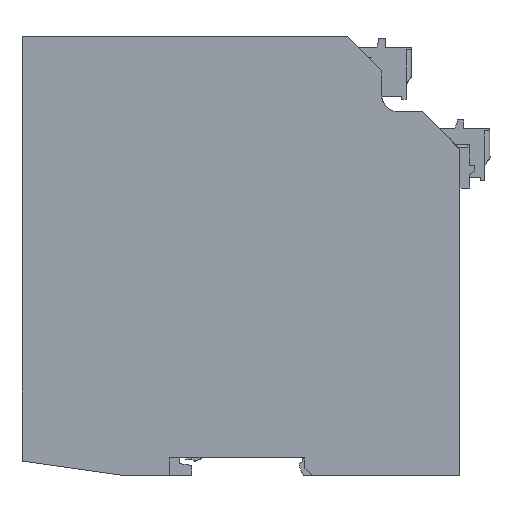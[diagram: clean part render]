
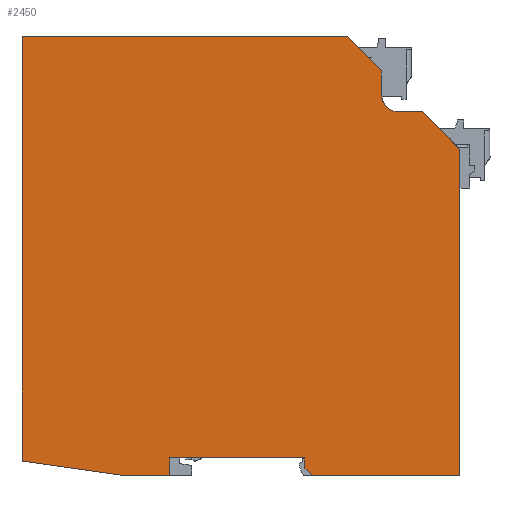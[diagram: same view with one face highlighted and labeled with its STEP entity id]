
A CAD part, left-side view. The second image highlights one B-rep face of the part: STEP entity #2450.
In plain terms, the highlighted planar face has unit normal (-1, 0, 0).
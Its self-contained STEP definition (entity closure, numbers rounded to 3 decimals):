
#2450=ADVANCED_FACE('NONE',(#5386),#5387,.F.);
#5386=FACE_OUTER_BOUND('',#9315,.T.);
#5387=PLANE('',#9316);
#9315=EDGE_LOOP('',(#16899,#16900,#16901,#16902,#16903,#16904,#16905,#16906,#16907,#16908,#16909,#16910,#16911,#16912,#16913,#16914,#16915));
#9316=AXIS2_PLACEMENT_3D('',#16916,#16917,#16918);
#16899=ORIENTED_EDGE('',*,*,#24037,.T.);
#16900=ORIENTED_EDGE('',*,*,#21804,.F.);
#16901=ORIENTED_EDGE('',*,*,#24047,.T.);
#16902=ORIENTED_EDGE('',*,*,#21956,.T.);
#16903=ORIENTED_EDGE('',*,*,#24048,.T.);
#16904=ORIENTED_EDGE('',*,*,#24049,.T.);
#16905=ORIENTED_EDGE('',*,*,#24050,.T.);
#16906=ORIENTED_EDGE('',*,*,#24051,.T.);
#16907=ORIENTED_EDGE('',*,*,#23411,.F.);
#16908=ORIENTED_EDGE('',*,*,#23402,.F.);
#16909=ORIENTED_EDGE('',*,*,#24015,.T.);
#16910=ORIENTED_EDGE('',*,*,#24033,.T.);
#16911=ORIENTED_EDGE('',*,*,#24030,.T.);
#16912=ORIENTED_EDGE('',*,*,#23846,.T.);
#16913=ORIENTED_EDGE('',*,*,#24052,.T.);
#16914=ORIENTED_EDGE('',*,*,#24042,.T.);
#16915=ORIENTED_EDGE('',*,*,#24045,.T.);
#16916=CARTESIAN_POINT('',(0.,26.02,108.798));
#16917=DIRECTION('',(1.0,0.,0.));
#16918=DIRECTION('',(0.0,1.0,0.));
#21804=EDGE_CURVE('NONE',#26390,#26392,#26393,.T.);
#21956=EDGE_CURVE('NONE',#26639,#26637,#26640,.T.);
#23402=EDGE_CURVE('NONE',#28759,#28760,#28761,.T.);
#23411=EDGE_CURVE('NONE',#28760,#28771,#28773,.T.);
#23846=EDGE_CURVE('NONE',#29380,#29385,#29387,.T.);
#24015=EDGE_CURVE('NONE',#28759,#29637,#29639,.T.);
#24030=EDGE_CURVE('NONE',#29656,#29380,#29657,.T.);
#24033=EDGE_CURVE('NONE',#29637,#29656,#29660,.T.);
#24037=EDGE_CURVE('NONE',#29664,#26392,#29665,.T.);
#24042=EDGE_CURVE('NONE',#29671,#29669,#29672,.T.);
#24045=EDGE_CURVE('NONE',#29669,#29664,#29675,.T.);
#24047=EDGE_CURVE('NONE',#26390,#26639,#29677,.T.);
#24048=EDGE_CURVE('NONE',#26637,#29678,#29679,.T.);
#24049=EDGE_CURVE('NONE',#29678,#29680,#29681,.T.);
#24050=EDGE_CURVE('NONE',#29680,#29682,#29683,.T.);
#24051=EDGE_CURVE('NONE',#29682,#28771,#29684,.T.);
#24052=EDGE_CURVE('NONE',#29385,#29671,#29685,.T.);
#26390=VERTEX_POINT('NONE',#33550);
#26392=VERTEX_POINT('NONE',#33553);
#26393=LINE('',#33554,#33555);
#26637=VERTEX_POINT('NONE',#34026);
#26639=VERTEX_POINT('NONE',#34029);
#26640=LINE('',#34030,#34031);
#28759=VERTEX_POINT('NONE',#37371);
#28760=VERTEX_POINT('NONE',#37372);
#28761=LINE('',#37373,#37374);
#28771=VERTEX_POINT('NONE',#37389);
#28773=LINE('',#37392,#37393);
#29380=VERTEX_POINT('NONE',#38543);
#29385=VERTEX_POINT('NONE',#38550);
#29387=LINE('',#38553,#38554);
#29637=VERTEX_POINT('NONE',#38918);
#29639=LINE('',#38921,#38922);
#29656=VERTEX_POINT('NONE',#38947);
#29657=LINE('',#38948,#38949);
#29660=LINE('',#38953,#38954);
#29664=VERTEX_POINT('NONE',#38959);
#29665=LINE('',#38960,#38961);
#29669=VERTEX_POINT('NONE',#38966);
#29671=VERTEX_POINT('NONE',#38969);
#29672=LINE('',#38970,#38971);
#29675=LINE('',#38975,#38976);
#29677=LINE('',#38978,#38979);
#29678=VERTEX_POINT('NONE',#38980);
#29679=LINE('',#38981,#38982);
#29680=VERTEX_POINT('NONE',#38983);
#29681=CIRCLE('',#38984,5.0);
#29682=VERTEX_POINT('NONE',#38985);
#29683=LINE('',#38986,#38987);
#29684=LINE('',#38988,#38989);
#29685=LINE('',#38990,#38991);
#33550=CARTESIAN_POINT('',(0.,8.57,93.197));
#33553=CARTESIAN_POINT('',(0.,8.57,0.));
#33554=CARTESIAN_POINT('',(0.,8.57,0.));
#33555=VECTOR('',#43029,1000.0);
#34026=CARTESIAN_POINT('',(0.,19.322,103.8));
#34029=CARTESIAN_POINT('',(0.,8.718,93.197));
#34030=CARTESIAN_POINT('',(0.,25.17,109.648));
#34031=VECTOR('',#43162,1000.0);
#37371=CARTESIAN_POINT('',(0.,133.62,125.31));
#37372=CARTESIAN_POINT('',(0.,40.822,125.31));
#37373=CARTESIAN_POINT('',(0.,133.62,125.31));
#37374=VECTOR('',#44381,1000.0);
#37389=CARTESIAN_POINT('',(0.,40.822,125.3));
#37392=CARTESIAN_POINT('',(0.,40.822,125.31));
#37393=VECTOR('',#44388,1000.0);
#38543=CARTESIAN_POINT('',(0.,91.37,0.));
#38550=CARTESIAN_POINT('',(0.,91.37,5.));
#38553=CARTESIAN_POINT('',(0.,91.37,108.798));
#38554=VECTOR('',#44662,1000.0);
#38918=CARTESIAN_POINT('',(0.,133.62,4.1));
#38921=CARTESIAN_POINT('',(0.,133.62,108.798));
#38922=VECTOR('',#44811,1000.0);
#38947=CARTESIAN_POINT('',(0.,104.62,0.));
#38948=CARTESIAN_POINT('',(0.,26.02,0.));
#38949=VECTOR('',#44820,1000.0);
#38953=CARTESIAN_POINT('',(0.,42.641,-8.763));
#38954=VECTOR('',#44822,1000.0);
#38959=CARTESIAN_POINT('',(0.,50.82,0.));
#38960=CARTESIAN_POINT('',(0.,26.02,0.));
#38961=VECTOR('',#44824,1000.0);
#38966=CARTESIAN_POINT('',(0.,52.82,2.));
#38969=CARTESIAN_POINT('',(0.,52.82,5.));
#38970=CARTESIAN_POINT('',(0.,52.82,108.798));
#38971=VECTOR('',#44827,1000.0);
#38975=CARTESIAN_POINT('',(0.,92.819,41.999));
#38976=VECTOR('',#44829,1000.0);
#38978=CARTESIAN_POINT('',(0.,8.57,93.197));
#38979=VECTOR('',#44830,1000.0);
#38980=CARTESIAN_POINT('',(0.,26.168,103.8));
#38981=CARTESIAN_POINT('',(0.,26.02,103.8));
#38982=VECTOR('',#44831,1000.0);
#38983=CARTESIAN_POINT('',(0.,31.02,108.798));
#38984=AXIS2_PLACEMENT_3D('',#44832,#44833,#44834);
#38985=CARTESIAN_POINT('',(0.,31.02,115.498));
#38986=CARTESIAN_POINT('',(0.,31.02,108.798));
#38987=VECTOR('',#44835,1000.0);
#38988=CARTESIAN_POINT('',(0.,25.17,109.648));
#38989=VECTOR('',#44836,1000.0);
#38990=CARTESIAN_POINT('',(0.,26.02,5.));
#38991=VECTOR('',#44837,1000.0);
#43029=DIRECTION('',(-0.0,-0.0,-1.0));
#43162=DIRECTION('',(0.,0.707,0.707));
#44381=DIRECTION('',(0.,-1.0,0.0));
#44388=DIRECTION('',(-0.0,-0.0,-1.0));
#44662=DIRECTION('',(0.0,0.0,1.0));
#44811=DIRECTION('',(0.0,0.0,-1.0));
#44820=DIRECTION('',(0.,-1.0,0.));
#44822=DIRECTION('',(0.,-0.99,-0.14));
#44824=DIRECTION('',(0.,-1.0,0.));
#44827=DIRECTION('',(0.,0.,-1.0));
#44829=DIRECTION('',(0.,-0.707,-0.707));
#44830=DIRECTION('',(0.,1.0,0.0));
#44831=DIRECTION('',(0.,1.0,0.));
#44832=CARTESIAN_POINT('',(0.,26.02,108.798));
#44833=DIRECTION('',(1.0,0.,-0.0));
#44834=DIRECTION('',(0.0,0.0,1.0));
#44835=DIRECTION('',(0.,0.,1.0));
#44836=DIRECTION('',(0.,0.707,0.707));
#44837=DIRECTION('',(0.,-1.0,0.));
